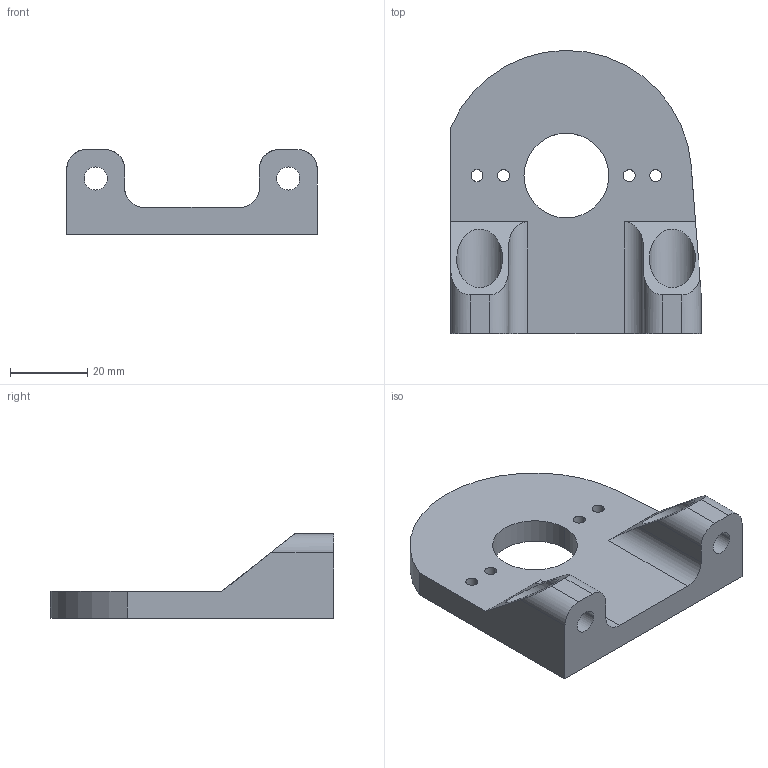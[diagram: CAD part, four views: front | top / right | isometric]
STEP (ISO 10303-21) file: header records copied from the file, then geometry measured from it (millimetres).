
FILE_DESCRIPTION((''),'2;1');
FILE_NAME('OBMP-BTP-1631','2023-10-11T20:59:27',('ccha425'),('Department of Mechanical Engineering, The University of Auckland'),'CREO PARAMETRIC BY PTC INC, 2017260','CREO PARAMETRIC BY PTC INC, 2017260','');
FILE_SCHEMA(('CONFIG_CONTROL_DESIGN'));
Length unit declared in the file: millimetre
Products named in the file (1): OBMP-BTP-1631
Bounding box: 65 x 73.5 x 22 mm (x, y, z)
Volume: 32576.5 mm3; surface area: 12742.1 mm2
Topology: 1 solids, 1 shells, 70 faces, 189 edges, 126 vertices
Faces by surface type: plane 43, cylinder 27
Entity records: 2349 total; most frequent: CARTESIAN_POINT 493, ORIENTED_EDGE 378, DIRECTION 362, EDGE_CURVE 189, VECTOR 134, LINE 134, VERTEX_POINT 126, AXIS2_PLACEMENT_3D 114
